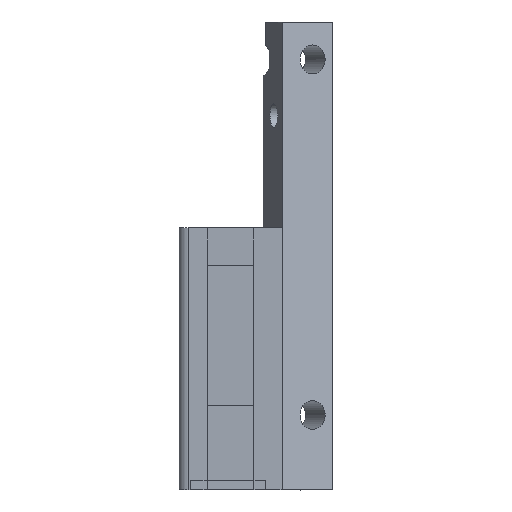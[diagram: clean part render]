
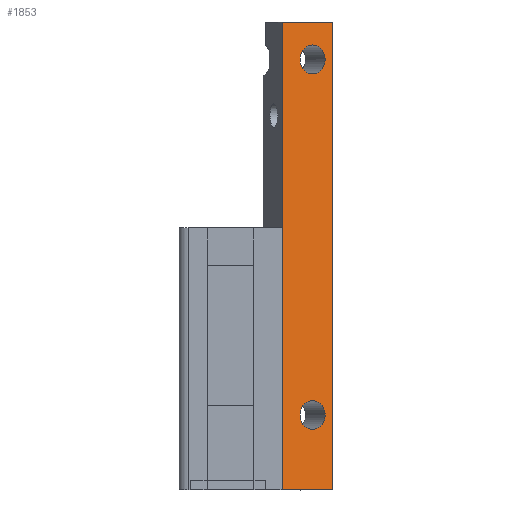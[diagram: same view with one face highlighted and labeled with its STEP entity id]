
A CAD part, top view. The second image highlights one B-rep face of the part: STEP entity #1853.
In plain terms, the highlighted planar face has unit normal (0.5, 0, 0.866).
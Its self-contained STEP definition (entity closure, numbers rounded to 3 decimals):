
#233 = PLANE('',#234);
#234 = AXIS2_PLACEMENT_3D('',#235,#236,#237);
#235 = CARTESIAN_POINT('',(7.23,-50.,-3.59));
#236 = DIRECTION('',(0.,1.,0.));
#237 = DIRECTION('',(0.,0.,1.));
#410 = VERTEX_POINT('',#411);
#411 = CARTESIAN_POINT('',(11.,-50.,0.));
#425 = PLANE('',#426);
#426 = AXIS2_PLACEMENT_3D('',#427,#428,#429);
#427 = CARTESIAN_POINT('',(11.,0.,0.));
#428 = DIRECTION('',(0.,0.,-1.));
#429 = DIRECTION('',(-1.,0.,0.));
#437 = EDGE_CURVE('',#438,#410,#440,.T.);
#438 = VERTEX_POINT('',#439);
#439 = CARTESIAN_POINT('',(16.428,-50.,-3.134));
#440 = SURFACE_CURVE('',#441,(#445,#452),.PCURVE_S1.);
#441 = LINE('',#442,#443);
#442 = CARTESIAN_POINT('',(16.428,-50.,-3.134));
#443 = VECTOR('',#444,1.);
#444 = DIRECTION('',(-0.866,0.,0.5));
#445 = PCURVE('',#233,#446);
#446 = DEFINITIONAL_REPRESENTATION('',(#447),#451);
#447 = LINE('',#448,#449);
#448 = CARTESIAN_POINT('',(0.456,9.199));
#449 = VECTOR('',#450,1.);
#450 = DIRECTION('',(0.5,-0.866));
#451 = ( GEOMETRIC_REPRESENTATION_CONTEXT(2) 
PARAMETRIC_REPRESENTATION_CONTEXT() REPRESENTATION_CONTEXT('2D SPACE',''
  ) );
#452 = PCURVE('',#453,#458);
#453 = PLANE('',#454);
#454 = AXIS2_PLACEMENT_3D('',#455,#456,#457);
#455 = CARTESIAN_POINT('',(16.428,0.,-3.134));
#456 = DIRECTION('',(-0.5,0.,-0.866));
#457 = DIRECTION('',(-0.866,0.,0.5));
#458 = DEFINITIONAL_REPRESENTATION('',(#459),#463);
#459 = LINE('',#460,#461);
#460 = CARTESIAN_POINT('',(0.,-50.));
#461 = VECTOR('',#462,1.);
#462 = DIRECTION('',(1.,0.));
#463 = ( GEOMETRIC_REPRESENTATION_CONTEXT(2) 
PARAMETRIC_REPRESENTATION_CONTEXT() REPRESENTATION_CONTEXT('2D SPACE',''
  ) );
#481 = PLANE('',#482);
#482 = AXIS2_PLACEMENT_3D('',#483,#484,#485);
#483 = CARTESIAN_POINT('',(16.428,0.,-3.134));
#484 = DIRECTION('',(0.866,0.,-0.5));
#485 = DIRECTION('',(-0.5,0.,-0.866));
#1117 = VERTEX_POINT('',#1118);
#1118 = CARTESIAN_POINT('',(11.,-22.,0.));
#1155 = PLANE('',#1156);
#1156 = AXIS2_PLACEMENT_3D('',#1157,#1158,#1159);
#1157 = CARTESIAN_POINT('',(9.,0.,-6.));
#1158 = DIRECTION('',(-0.949,0.,0.316));
#1159 = DIRECTION('',(0.316,0.,0.949));
#1559 = VERTEX_POINT('',#1560);
#1560 = CARTESIAN_POINT('',(16.428,0.,-3.134));
#1576 = PLANE('',#1577);
#1577 = AXIS2_PLACEMENT_3D('',#1578,#1579,#1580);
#1578 = CARTESIAN_POINT('',(7.23,0.,-3.59));
#1579 = DIRECTION('',(0.,1.,0.));
#1580 = DIRECTION('',(0.,0.,1.));
#1588 = EDGE_CURVE('',#1559,#438,#1589,.T.);
#1589 = SURFACE_CURVE('',#1590,(#1594,#1601),.PCURVE_S1.);
#1590 = LINE('',#1591,#1592);
#1591 = CARTESIAN_POINT('',(16.428,0.,-3.134));
#1592 = VECTOR('',#1593,1.);
#1593 = DIRECTION('',(0.,-1.,0.));
#1594 = PCURVE('',#481,#1595);
#1595 = DEFINITIONAL_REPRESENTATION('',(#1596),#1600);
#1596 = LINE('',#1597,#1598);
#1597 = CARTESIAN_POINT('',(-0.,0.));
#1598 = VECTOR('',#1599,1.);
#1599 = DIRECTION('',(0.,-1.));
#1600 = ( GEOMETRIC_REPRESENTATION_CONTEXT(2) 
PARAMETRIC_REPRESENTATION_CONTEXT() REPRESENTATION_CONTEXT('2D SPACE',''
  ) );
#1601 = PCURVE('',#453,#1602);
#1602 = DEFINITIONAL_REPRESENTATION('',(#1603),#1607);
#1603 = LINE('',#1604,#1605);
#1604 = CARTESIAN_POINT('',(0.,0.));
#1605 = VECTOR('',#1606,1.);
#1606 = DIRECTION('',(0.,-1.));
#1607 = ( GEOMETRIC_REPRESENTATION_CONTEXT(2) 
PARAMETRIC_REPRESENTATION_CONTEXT() REPRESENTATION_CONTEXT('2D SPACE',''
  ) );
#1853 = ADVANCED_FACE('',(#1854,#1923,#1958),#453,.F.);
#1854 = FACE_BOUND('',#1855,.F.);
#1855 = EDGE_LOOP('',(#1856,#1857,#1858,#1879,#1902));
#1856 = ORIENTED_EDGE('',*,*,#1588,.T.);
#1857 = ORIENTED_EDGE('',*,*,#437,.T.);
#1858 = ORIENTED_EDGE('',*,*,#1859,.F.);
#1859 = EDGE_CURVE('',#1117,#410,#1860,.T.);
#1860 = SURFACE_CURVE('',#1861,(#1865,#1872),.PCURVE_S1.);
#1861 = LINE('',#1862,#1863);
#1862 = CARTESIAN_POINT('',(11.,0.,0.));
#1863 = VECTOR('',#1864,1.);
#1864 = DIRECTION('',(0.,-1.,0.));
#1865 = PCURVE('',#453,#1866);
#1866 = DEFINITIONAL_REPRESENTATION('',(#1867),#1871);
#1867 = LINE('',#1868,#1869);
#1868 = CARTESIAN_POINT('',(6.268,0.));
#1869 = VECTOR('',#1870,1.);
#1870 = DIRECTION('',(0.,-1.));
#1871 = ( GEOMETRIC_REPRESENTATION_CONTEXT(2) 
PARAMETRIC_REPRESENTATION_CONTEXT() REPRESENTATION_CONTEXT('2D SPACE',''
  ) );
#1872 = PCURVE('',#425,#1873);
#1873 = DEFINITIONAL_REPRESENTATION('',(#1874),#1878);
#1874 = LINE('',#1875,#1876);
#1875 = CARTESIAN_POINT('',(0.,0.));
#1876 = VECTOR('',#1877,1.);
#1877 = DIRECTION('',(0.,-1.));
#1878 = ( GEOMETRIC_REPRESENTATION_CONTEXT(2) 
PARAMETRIC_REPRESENTATION_CONTEXT() REPRESENTATION_CONTEXT('2D SPACE',''
  ) );
#1879 = ORIENTED_EDGE('',*,*,#1880,.F.);
#1880 = EDGE_CURVE('',#1881,#1117,#1883,.T.);
#1881 = VERTEX_POINT('',#1882);
#1882 = CARTESIAN_POINT('',(11.,0.,0.));
#1883 = SURFACE_CURVE('',#1884,(#1888,#1895),.PCURVE_S1.);
#1884 = LINE('',#1885,#1886);
#1885 = CARTESIAN_POINT('',(11.,0.,0.));
#1886 = VECTOR('',#1887,1.);
#1887 = DIRECTION('',(0.,-1.,0.));
#1888 = PCURVE('',#453,#1889);
#1889 = DEFINITIONAL_REPRESENTATION('',(#1890),#1894);
#1890 = LINE('',#1891,#1892);
#1891 = CARTESIAN_POINT('',(6.268,0.));
#1892 = VECTOR('',#1893,1.);
#1893 = DIRECTION('',(0.,-1.));
#1894 = ( GEOMETRIC_REPRESENTATION_CONTEXT(2) 
PARAMETRIC_REPRESENTATION_CONTEXT() REPRESENTATION_CONTEXT('2D SPACE',''
  ) );
#1895 = PCURVE('',#1155,#1896);
#1896 = DEFINITIONAL_REPRESENTATION('',(#1897),#1901);
#1897 = LINE('',#1898,#1899);
#1898 = CARTESIAN_POINT('',(6.325,0.));
#1899 = VECTOR('',#1900,1.);
#1900 = DIRECTION('',(0.,-1.));
#1901 = ( GEOMETRIC_REPRESENTATION_CONTEXT(2) 
PARAMETRIC_REPRESENTATION_CONTEXT() REPRESENTATION_CONTEXT('2D SPACE',''
  ) );
#1902 = ORIENTED_EDGE('',*,*,#1903,.F.);
#1903 = EDGE_CURVE('',#1559,#1881,#1904,.T.);
#1904 = SURFACE_CURVE('',#1905,(#1909,#1916),.PCURVE_S1.);
#1905 = LINE('',#1906,#1907);
#1906 = CARTESIAN_POINT('',(16.428,0.,-3.134));
#1907 = VECTOR('',#1908,1.);
#1908 = DIRECTION('',(-0.866,0.,0.5));
#1909 = PCURVE('',#453,#1910);
#1910 = DEFINITIONAL_REPRESENTATION('',(#1911),#1915);
#1911 = LINE('',#1912,#1913);
#1912 = CARTESIAN_POINT('',(0.,0.));
#1913 = VECTOR('',#1914,1.);
#1914 = DIRECTION('',(1.,0.));
#1915 = ( GEOMETRIC_REPRESENTATION_CONTEXT(2) 
PARAMETRIC_REPRESENTATION_CONTEXT() REPRESENTATION_CONTEXT('2D SPACE',''
  ) );
#1916 = PCURVE('',#1576,#1917);
#1917 = DEFINITIONAL_REPRESENTATION('',(#1918),#1922);
#1918 = LINE('',#1919,#1920);
#1919 = CARTESIAN_POINT('',(0.456,9.199));
#1920 = VECTOR('',#1921,1.);
#1921 = DIRECTION('',(0.5,-0.866));
#1922 = ( GEOMETRIC_REPRESENTATION_CONTEXT(2) 
PARAMETRIC_REPRESENTATION_CONTEXT() REPRESENTATION_CONTEXT('2D SPACE',''
  ) );
#1923 = FACE_BOUND('',#1924,.F.);
#1924 = EDGE_LOOP('',(#1925));
#1925 = ORIENTED_EDGE('',*,*,#1926,.T.);
#1926 = EDGE_CURVE('',#1927,#1927,#1929,.T.);
#1927 = VERTEX_POINT('',#1928);
#1928 = CARTESIAN_POINT('',(14.263,-43.55,-1.884));
#1929 = SURFACE_CURVE('',#1930,(#1935,#1946),.PCURVE_S1.);
#1930 = CIRCLE('',#1931,1.55);
#1931 = AXIS2_PLACEMENT_3D('',#1932,#1933,#1934);
#1932 = CARTESIAN_POINT('',(14.263,-42.,-1.884));
#1933 = DIRECTION('',(0.5,0.,0.866));
#1934 = DIRECTION('',(0.,-1.,0.));
#1935 = PCURVE('',#453,#1936);
#1936 = DEFINITIONAL_REPRESENTATION('',(#1937),#1945);
#1937 = ( BOUNDED_CURVE() B_SPLINE_CURVE(2,(#1938,#1939,#1940,#1941,
#1942,#1943,#1944),.UNSPECIFIED.,.T.,.F.) B_SPLINE_CURVE_WITH_KNOTS((1,2
    ,2,2,2,1),(-2.094,0.,2.094,4.189,
6.283,8.378),.UNSPECIFIED.) CURVE() 
GEOMETRIC_REPRESENTATION_ITEM() RATIONAL_B_SPLINE_CURVE((1.,0.5,1.,0.5,
1.,0.5,1.)) REPRESENTATION_ITEM('') );
#1938 = CARTESIAN_POINT('',(2.5,-43.55));
#1939 = CARTESIAN_POINT('',(-0.185,-43.55));
#1940 = CARTESIAN_POINT('',(1.158,-41.225));
#1941 = CARTESIAN_POINT('',(2.5,-38.9));
#1942 = CARTESIAN_POINT('',(3.842,-41.225));
#1943 = CARTESIAN_POINT('',(5.185,-43.55));
#1944 = CARTESIAN_POINT('',(2.5,-43.55));
#1945 = ( GEOMETRIC_REPRESENTATION_CONTEXT(2) 
PARAMETRIC_REPRESENTATION_CONTEXT() REPRESENTATION_CONTEXT('2D SPACE',''
  ) );
#1946 = PCURVE('',#1947,#1952);
#1947 = CYLINDRICAL_SURFACE('',#1948,1.55);
#1948 = AXIS2_PLACEMENT_3D('',#1949,#1950,#1951);
#1949 = CARTESIAN_POINT('',(12.165,-42.,-5.518));
#1950 = DIRECTION('',(0.5,0.,0.866));
#1951 = DIRECTION('',(0.,-1.,0.));
#1952 = DEFINITIONAL_REPRESENTATION('',(#1953),#1957);
#1953 = LINE('',#1954,#1955);
#1954 = CARTESIAN_POINT('',(-6.283,4.196));
#1955 = VECTOR('',#1956,1.);
#1956 = DIRECTION('',(1.,-0.));
#1957 = ( GEOMETRIC_REPRESENTATION_CONTEXT(2) 
PARAMETRIC_REPRESENTATION_CONTEXT() REPRESENTATION_CONTEXT('2D SPACE',''
  ) );
#1958 = FACE_BOUND('',#1959,.F.);
#1959 = EDGE_LOOP('',(#1960));
#1960 = ORIENTED_EDGE('',*,*,#1961,.T.);
#1961 = EDGE_CURVE('',#1962,#1962,#1964,.T.);
#1962 = VERTEX_POINT('',#1963);
#1963 = CARTESIAN_POINT('',(14.263,-5.55,-1.884));
#1964 = SURFACE_CURVE('',#1965,(#1970,#1981),.PCURVE_S1.);
#1965 = CIRCLE('',#1966,1.55);
#1966 = AXIS2_PLACEMENT_3D('',#1967,#1968,#1969);
#1967 = CARTESIAN_POINT('',(14.263,-4.,-1.884));
#1968 = DIRECTION('',(0.5,0.,0.866));
#1969 = DIRECTION('',(0.,-1.,0.));
#1970 = PCURVE('',#453,#1971);
#1971 = DEFINITIONAL_REPRESENTATION('',(#1972),#1980);
#1972 = ( BOUNDED_CURVE() B_SPLINE_CURVE(2,(#1973,#1974,#1975,#1976,
#1977,#1978,#1979),.UNSPECIFIED.,.T.,.F.) B_SPLINE_CURVE_WITH_KNOTS((1,2
    ,2,2,2,1),(-2.094,0.,2.094,4.189,
6.283,8.378),.UNSPECIFIED.) CURVE() 
GEOMETRIC_REPRESENTATION_ITEM() RATIONAL_B_SPLINE_CURVE((1.,0.5,1.,0.5,
1.,0.5,1.)) REPRESENTATION_ITEM('') );
#1973 = CARTESIAN_POINT('',(2.5,-5.55));
#1974 = CARTESIAN_POINT('',(-0.185,-5.55));
#1975 = CARTESIAN_POINT('',(1.158,-3.225));
#1976 = CARTESIAN_POINT('',(2.5,-0.9));
#1977 = CARTESIAN_POINT('',(3.842,-3.225));
#1978 = CARTESIAN_POINT('',(5.185,-5.55));
#1979 = CARTESIAN_POINT('',(2.5,-5.55));
#1980 = ( GEOMETRIC_REPRESENTATION_CONTEXT(2) 
PARAMETRIC_REPRESENTATION_CONTEXT() REPRESENTATION_CONTEXT('2D SPACE',''
  ) );
#1981 = PCURVE('',#1982,#1987);
#1982 = CYLINDRICAL_SURFACE('',#1983,1.55);
#1983 = AXIS2_PLACEMENT_3D('',#1984,#1985,#1986);
#1984 = CARTESIAN_POINT('',(12.165,-4.,-5.518));
#1985 = DIRECTION('',(0.5,0.,0.866));
#1986 = DIRECTION('',(0.,-1.,0.));
#1987 = DEFINITIONAL_REPRESENTATION('',(#1988),#1992);
#1988 = LINE('',#1989,#1990);
#1989 = CARTESIAN_POINT('',(-6.283,4.196));
#1990 = VECTOR('',#1991,1.);
#1991 = DIRECTION('',(1.,-0.));
#1992 = ( GEOMETRIC_REPRESENTATION_CONTEXT(2) 
PARAMETRIC_REPRESENTATION_CONTEXT() REPRESENTATION_CONTEXT('2D SPACE',''
  ) );
